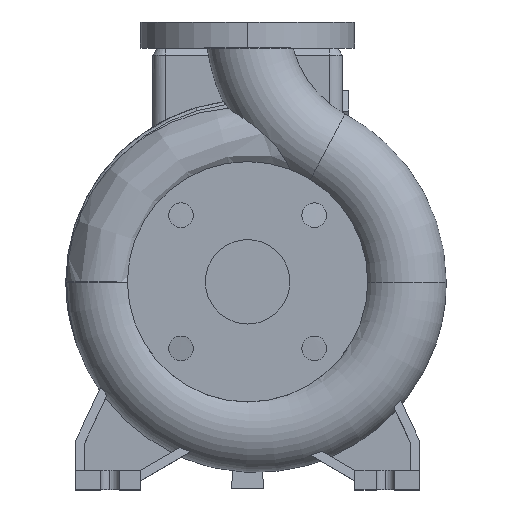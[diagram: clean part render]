
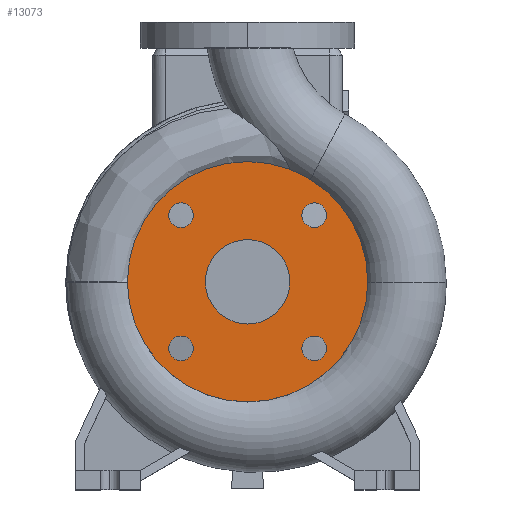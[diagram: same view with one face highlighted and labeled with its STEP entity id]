
A CAD part, top view. The second image highlights one B-rep face of the part: STEP entity #13073.
In plain terms, the highlighted planar face has unit normal (0, 0, 1).
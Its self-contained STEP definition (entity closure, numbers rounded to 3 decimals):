
#136 = CIRCLE ( 'NONE', #365, 9.5 ) ;
#349 = FACE_BOUND ( 'NONE', #11020, .T. ) ;
#365 = AXIS2_PLACEMENT_3D ( 'NONE', #9778, #1844, #5198 ) ;
#415 = AXIS2_PLACEMENT_3D ( 'NONE', #6249, #6179, #9400 ) ;
#461 = AXIS2_PLACEMENT_3D ( 'NONE', #3743, #9036, #13388 ) ;
#538 = VERTEX_POINT ( 'NONE', #12623 ) ;
#785 = EDGE_CURVE ( 'NONE', #9183, #2720, #136, .T. ) ;
#825 = VERTEX_POINT ( 'NONE', #1984 ) ;
#1219 = CIRCLE ( 'NONE', #2806, 9.5 ) ;
#1285 = DIRECTION ( 'NONE',  ( -1., 0., 0. ) ) ;
#1360 = PLANE ( 'NONE',  #13680 ) ;
#1378 = EDGE_LOOP ( 'NONE', ( #7437, #8065 ) ) ;
#1398 = CARTESIAN_POINT ( 'NONE',  ( 32.5, 0., 100. ) ) ;
#1844 = DIRECTION ( 'NONE',  ( 0., 0., 1. ) ) ;
#1891 = CARTESIAN_POINT ( 'NONE',  ( 41.765, 51.265, 100. ) ) ;
#1984 = CARTESIAN_POINT ( 'NONE',  ( 92.5, 0., 100. ) ) ;
#2007 = DIRECTION ( 'NONE',  ( 1., 0., 0. ) ) ;
#2208 = EDGE_CURVE ( 'NONE', #6917, #7519, #5634, .T. ) ;
#2215 = DIRECTION ( 'NONE',  ( 1., 0., 0. ) ) ;
#2491 = AXIS2_PLACEMENT_3D ( 'NONE', #3617, #8044, #12398 ) ;
#2556 = CARTESIAN_POINT ( 'NONE',  ( 60.765, 51.265, 100. ) ) ;
#2578 = ORIENTED_EDGE ( 'NONE', *, *, #3749, .F. ) ;
#2598 = AXIS2_PLACEMENT_3D ( 'NONE', #4002, #6294, #2007 ) ;
#2626 = EDGE_CURVE ( 'NONE', #538, #10097, #5865, .T. ) ;
#2690 = EDGE_CURVE ( 'NONE', #3554, #4299, #2899, .T. ) ;
#2720 = VERTEX_POINT ( 'NONE', #6655 ) ;
#2760 = ORIENTED_EDGE ( 'NONE', *, *, #2208, .F. ) ;
#2792 = EDGE_LOOP ( 'NONE', ( #11852, #8800 ) ) ;
#2795 = CARTESIAN_POINT ( 'NONE',  ( -41.765, -51.265, 100. ) ) ;
#2806 = AXIS2_PLACEMENT_3D ( 'NONE', #9578, #3283, #7640 ) ;
#2899 = CIRCLE ( 'NONE', #9323, 32.5 ) ;
#3091 = CARTESIAN_POINT ( 'NONE',  ( -51.265, 51.265, 100. ) ) ;
#3283 = DIRECTION ( 'NONE',  ( 0., 0., 1. ) ) ;
#3307 = DIRECTION ( 'NONE',  ( 1., 0., 0. ) ) ;
#3431 = CARTESIAN_POINT ( 'NONE',  ( 60.765, -51.265, 100. ) ) ;
#3554 = VERTEX_POINT ( 'NONE', #1398 ) ;
#3562 = DIRECTION ( 'NONE',  ( 0., 0., 1. ) ) ;
#3565 = CARTESIAN_POINT ( 'NONE',  ( 51.265, 51.265, 100. ) ) ;
#3617 = CARTESIAN_POINT ( 'NONE',  ( 0., 0., 100. ) ) ;
#3629 = FACE_BOUND ( 'NONE', #6355, .T. ) ;
#3743 = CARTESIAN_POINT ( 'NONE',  ( 51.265, -51.265, 100. ) ) ;
#3749 = EDGE_CURVE ( 'NONE', #4204, #4986, #13408, .T. ) ;
#3816 = ORIENTED_EDGE ( 'NONE', *, *, #12805, .F. ) ;
#3926 = ORIENTED_EDGE ( 'NONE', *, *, #4943, .T. ) ;
#4002 = CARTESIAN_POINT ( 'NONE',  ( 0., 0., 100. ) ) ;
#4204 = VERTEX_POINT ( 'NONE', #2556 ) ;
#4299 = VERTEX_POINT ( 'NONE', #11477 ) ;
#4474 = ORIENTED_EDGE ( 'NONE', *, *, #12664, .F. ) ;
#4711 = CARTESIAN_POINT ( 'NONE',  ( -51.265, 51.265, 100. ) ) ;
#4772 = FACE_OUTER_BOUND ( 'NONE', #13260, .T. ) ;
#4943 = EDGE_CURVE ( 'NONE', #7564, #825, #6575, .T. ) ;
#4986 = VERTEX_POINT ( 'NONE', #1891 ) ;
#5145 = CARTESIAN_POINT ( 'NONE',  ( -41.765, 51.265, 100. ) ) ;
#5198 = DIRECTION ( 'NONE',  ( 1., 0., 0. ) ) ;
#5228 = AXIS2_PLACEMENT_3D ( 'NONE', #11290, #11156, #13293 ) ;
#5634 = CIRCLE ( 'NONE', #7453, 9.5 ) ;
#5645 = DIRECTION ( 'NONE',  ( 0., 0., 1. ) ) ;
#5712 = FACE_BOUND ( 'NONE', #1378, .T. ) ;
#5850 = EDGE_LOOP ( 'NONE', ( #2578, #3816 ) ) ;
#5865 = CIRCLE ( 'NONE', #14069, 9.5 ) ;
#5936 = DIRECTION ( 'NONE',  ( 1., 0., 0. ) ) ;
#6107 = EDGE_CURVE ( 'NONE', #4299, #3554, #9570, .T. ) ;
#6179 = DIRECTION ( 'NONE',  ( 0., 0., 1. ) ) ;
#6249 = CARTESIAN_POINT ( 'NONE',  ( 0., 0., 100. ) ) ;
#6294 = DIRECTION ( 'NONE',  ( 0., 0., 1. ) ) ;
#6355 = EDGE_LOOP ( 'NONE', ( #10794, #13391 ) ) ;
#6575 = CIRCLE ( 'NONE', #415, 92.5 ) ;
#6624 = CARTESIAN_POINT ( 'NONE',  ( -92.5, 0., 100. ) ) ;
#6655 = CARTESIAN_POINT ( 'NONE',  ( 41.765, -51.265, 100. ) ) ;
#6917 = VERTEX_POINT ( 'NONE', #5145 ) ;
#7279 = AXIS2_PLACEMENT_3D ( 'NONE', #4711, #11434, #5936 ) ;
#7418 = ORIENTED_EDGE ( 'NONE', *, *, #8120, .T. ) ;
#7437 = ORIENTED_EDGE ( 'NONE', *, *, #2690, .F. ) ;
#7453 = AXIS2_PLACEMENT_3D ( 'NONE', #3091, #11730, #12796 ) ;
#7519 = VERTEX_POINT ( 'NONE', #8969 ) ;
#7564 = VERTEX_POINT ( 'NONE', #6624 ) ;
#7640 = DIRECTION ( 'NONE',  ( 1., 0., 0. ) ) ;
#8044 = DIRECTION ( 'NONE',  ( 0., 0., 1. ) ) ;
#8065 = ORIENTED_EDGE ( 'NONE', *, *, #6107, .F. ) ;
#8120 = EDGE_CURVE ( 'NONE', #825, #7564, #10807, .T. ) ;
#8800 = ORIENTED_EDGE ( 'NONE', *, *, #13746, .F. ) ;
#8929 = CARTESIAN_POINT ( 'NONE',  ( 0., 92.5, 100. ) ) ;
#8969 = CARTESIAN_POINT ( 'NONE',  ( -60.765, 51.265, 100. ) ) ;
#9036 = DIRECTION ( 'NONE',  ( 0., 0., 1. ) ) ;
#9130 = CIRCLE ( 'NONE', #461, 9.5 ) ;
#9183 = VERTEX_POINT ( 'NONE', #3431 ) ;
#9323 = AXIS2_PLACEMENT_3D ( 'NONE', #13067, #3562, #10938 ) ;
#9400 = DIRECTION ( 'NONE',  ( 1., 0., 0. ) ) ;
#9570 = CIRCLE ( 'NONE', #2491, 32.5 ) ;
#9578 = CARTESIAN_POINT ( 'NONE',  ( -51.265, -51.265, 100. ) ) ;
#9778 = CARTESIAN_POINT ( 'NONE',  ( 51.265, -51.265, 100. ) ) ;
#10097 = VERTEX_POINT ( 'NONE', #2795 ) ;
#10147 = DIRECTION ( 'NONE',  ( 0., 0., 1. ) ) ;
#10221 = EDGE_CURVE ( 'NONE', #10097, #538, #1219, .T. ) ;
#10487 = CIRCLE ( 'NONE', #7279, 9.5 ) ;
#10794 = ORIENTED_EDGE ( 'NONE', *, *, #10221, .F. ) ;
#10807 = CIRCLE ( 'NONE', #2598, 92.5 ) ;
#10938 = DIRECTION ( 'NONE',  ( 1., 0., 0. ) ) ;
#11020 = EDGE_LOOP ( 'NONE', ( #2760, #4474 ) ) ;
#11067 = DIRECTION ( 'NONE',  ( 0., 0., -1. ) ) ;
#11073 = CARTESIAN_POINT ( 'NONE',  ( -51.265, -51.265, 100. ) ) ;
#11156 = DIRECTION ( 'NONE',  ( 0., 0., 1. ) ) ;
#11290 = CARTESIAN_POINT ( 'NONE',  ( 51.265, 51.265, 100. ) ) ;
#11341 = FACE_BOUND ( 'NONE', #5850, .T. ) ;
#11391 = CIRCLE ( 'NONE', #5228, 9.5 ) ;
#11434 = DIRECTION ( 'NONE',  ( 0., 0., 1. ) ) ;
#11477 = CARTESIAN_POINT ( 'NONE',  ( -32.5, 0., 100. ) ) ;
#11730 = DIRECTION ( 'NONE',  ( 0., 0., 1. ) ) ;
#11852 = ORIENTED_EDGE ( 'NONE', *, *, #785, .F. ) ;
#12398 = DIRECTION ( 'NONE',  ( 1., 0., 0. ) ) ;
#12623 = CARTESIAN_POINT ( 'NONE',  ( -60.765, -51.265, 100. ) ) ;
#12664 = EDGE_CURVE ( 'NONE', #7519, #6917, #10487, .T. ) ;
#12796 = DIRECTION ( 'NONE',  ( 1., 0., 0. ) ) ;
#12805 = EDGE_CURVE ( 'NONE', #4986, #4204, #11391, .T. ) ;
#12951 = AXIS2_PLACEMENT_3D ( 'NONE', #3565, #10147, #3307 ) ;
#13067 = CARTESIAN_POINT ( 'NONE',  ( 0., 0., 100. ) ) ;
#13073 = ADVANCED_FACE ( 'NONE', ( #3629, #11341, #5712, #4772, #349, #13550 ), #1360, .F. ) ;
#13260 = EDGE_LOOP ( 'NONE', ( #7418, #3926 ) ) ;
#13293 = DIRECTION ( 'NONE',  ( 1., 0., 0. ) ) ;
#13388 = DIRECTION ( 'NONE',  ( 1., 0., 0. ) ) ;
#13391 = ORIENTED_EDGE ( 'NONE', *, *, #2626, .F. ) ;
#13408 = CIRCLE ( 'NONE', #12951, 9.5 ) ;
#13550 = FACE_BOUND ( 'NONE', #2792, .T. ) ;
#13680 = AXIS2_PLACEMENT_3D ( 'NONE', #8929, #11067, #1285 ) ;
#13746 = EDGE_CURVE ( 'NONE', #2720, #9183, #9130, .T. ) ;
#14069 = AXIS2_PLACEMENT_3D ( 'NONE', #11073, #5645, #2215 ) ;
